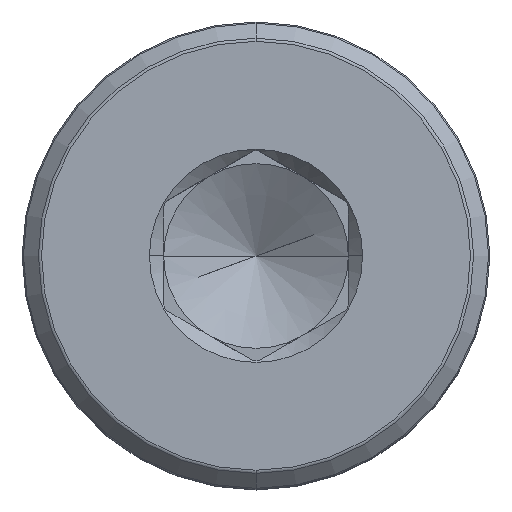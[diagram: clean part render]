
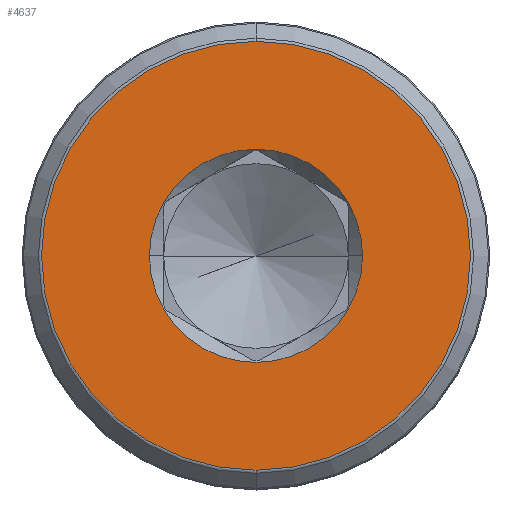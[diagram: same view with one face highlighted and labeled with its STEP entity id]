
A CAD part, top view. The second image highlights one B-rep face of the part: STEP entity #4637.
In plain terms, the highlighted planar face has unit normal (0, 0, 1).
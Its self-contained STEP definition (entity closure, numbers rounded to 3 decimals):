
#31 = FACE_BOUND ( 'NONE', #5884, .T. ) ;
#71 = EDGE_CURVE ( 'NONE', #1340, #2108, #3578, .T. ) ;
#313 = DIRECTION ( 'NONE',  ( 0., 0., 1. ) ) ;
#549 = DIRECTION ( 'NONE',  ( 1., 0., 0. ) ) ;
#584 = EDGE_CURVE ( 'NONE', #2108, #1340, #3871, .T. ) ;
#697 = CARTESIAN_POINT ( 'NONE',  ( 0., 1.743, 6. ) ) ;
#976 = DIRECTION ( 'NONE',  ( 1., 0., 0. ) ) ;
#1139 = CARTESIAN_POINT ( 'NONE',  ( 0., 1.743, 6. ) ) ;
#1238 = VERTEX_POINT ( 'NONE', #5000 ) ;
#1261 = CIRCLE ( 'NONE', #4424, 0.866 ) ;
#1305 = AXIS2_PLACEMENT_3D ( 'NONE', #1601, #4011, #3461 ) ;
#1340 = VERTEX_POINT ( 'NONE', #1139 ) ;
#1601 = CARTESIAN_POINT ( 'NONE',  ( 0., 0., 6. ) ) ;
#1945 = EDGE_CURVE ( 'NONE', #5672, #1238, #1261, .T. ) ;
#2108 = VERTEX_POINT ( 'NONE', #2514 ) ;
#2258 = ORIENTED_EDGE ( 'NONE', *, *, #584, .T. ) ;
#2514 = CARTESIAN_POINT ( 'NONE',  ( 0., -1.743, 6. ) ) ;
#2598 = DIRECTION ( 'NONE',  ( 0., 1., 0. ) ) ;
#2802 = EDGE_CURVE ( 'NONE', #1238, #5672, #2834, .T. ) ;
#2834 = CIRCLE ( 'NONE', #5822, 0.866 ) ;
#3461 = DIRECTION ( 'NONE',  ( 0., -1., 0. ) ) ;
#3472 = FACE_OUTER_BOUND ( 'NONE', #4998, .T. ) ;
#3578 = CIRCLE ( 'NONE', #4975, 1.743 ) ;
#3871 = CIRCLE ( 'NONE', #1305, 1.743 ) ;
#4011 = DIRECTION ( 'NONE',  ( 0., 0., 1. ) ) ;
#4038 = PLANE ( 'NONE',  #5644 ) ;
#4132 = ORIENTED_EDGE ( 'NONE', *, *, #2802, .F. ) ;
#4263 = DIRECTION ( 'NONE',  ( 0., 0., 1. ) ) ;
#4424 = AXIS2_PLACEMENT_3D ( 'NONE', #5155, #5238, #976 ) ;
#4571 = ORIENTED_EDGE ( 'NONE', *, *, #71, .T. ) ;
#4637 = ADVANCED_FACE ( 'NONE', ( #31, #3472 ), #4038, .F. ) ;
#4894 = DIRECTION ( 'NONE',  ( 0., 0., -1. ) ) ;
#4960 = CARTESIAN_POINT ( 'NONE',  ( 0., 0., 6. ) ) ;
#4975 = AXIS2_PLACEMENT_3D ( 'NONE', #4960, #313, #5419 ) ;
#4998 = EDGE_LOOP ( 'NONE', ( #2258, #4571 ) ) ;
#5000 = CARTESIAN_POINT ( 'NONE',  ( -0.866, 0., 6. ) ) ;
#5155 = CARTESIAN_POINT ( 'NONE',  ( 0., 0., 6. ) ) ;
#5168 = ORIENTED_EDGE ( 'NONE', *, *, #1945, .F. ) ;
#5238 = DIRECTION ( 'NONE',  ( 0., 0., 1. ) ) ;
#5419 = DIRECTION ( 'NONE',  ( 0., -1., 0. ) ) ;
#5644 = AXIS2_PLACEMENT_3D ( 'NONE', #697, #4894, #2598 ) ;
#5672 = VERTEX_POINT ( 'NONE', #6016 ) ;
#5676 = CARTESIAN_POINT ( 'NONE',  ( 0., 0., 6. ) ) ;
#5822 = AXIS2_PLACEMENT_3D ( 'NONE', #5676, #4263, #549 ) ;
#5884 = EDGE_LOOP ( 'NONE', ( #5168, #4132 ) ) ;
#6016 = CARTESIAN_POINT ( 'NONE',  ( 0.866, 0., 6. ) ) ;
